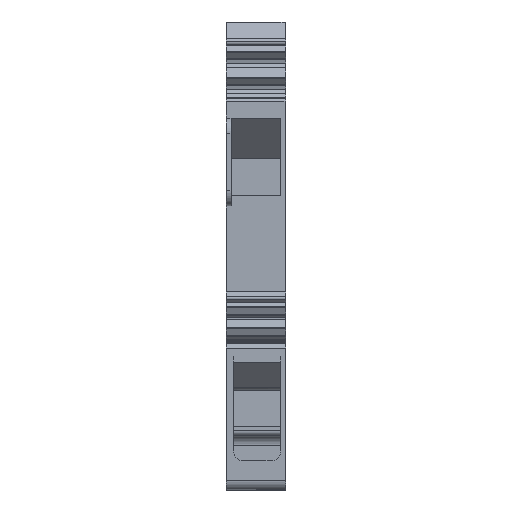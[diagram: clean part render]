
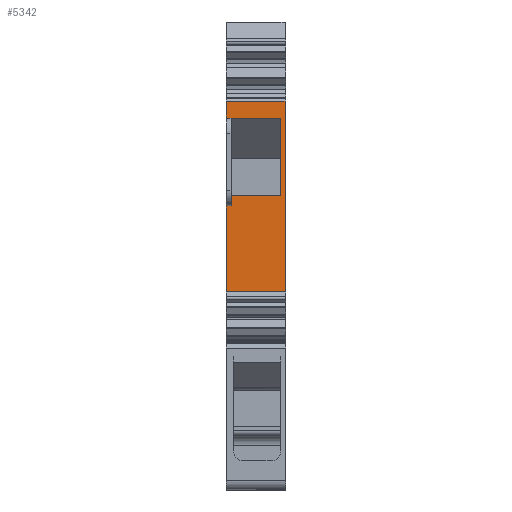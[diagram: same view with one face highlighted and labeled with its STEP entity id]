
A CAD part, front view. The second image highlights one B-rep face of the part: STEP entity #5342.
In plain terms, the highlighted planar face has unit normal (0, -1, 0).
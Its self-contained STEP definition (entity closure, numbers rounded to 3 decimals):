
#5249=AXIS2_PLACEMENT_3D('Plane Axis2P3D',#5246,#5247,#5248) ;
#5172=CARTESIAN_POINT('Line Origine',(1.9,11.55,20.3)) ;
#5176=CARTESIAN_POINT('Vertex',(3.8,11.55,20.3)) ;
#5178=CARTESIAN_POINT('Vertex',(0.,11.55,20.3)) ;
#5190=CARTESIAN_POINT('Vertex',(6.1,11.55,20.3)) ;
#5193=CARTESIAN_POINT('Line Origine',(6.,11.55,20.3)) ;
#5197=CARTESIAN_POINT('Vertex',(5.9,11.55,20.3)) ;
#5200=CARTESIAN_POINT('Line Origine',(4.85,11.55,20.3)) ;
#5246=CARTESIAN_POINT('Axis2P3D Location',(0.,11.55,20.3)) ;
#5251=CARTESIAN_POINT('Line Origine',(5.6,11.55,34.15)) ;
#5255=CARTESIAN_POINT('Vertex',(5.6,11.55,30.2)) ;
#5257=CARTESIAN_POINT('Vertex',(5.6,11.55,38.1)) ;
#5260=CARTESIAN_POINT('Line Origine',(3.05,11.55,30.2)) ;
#5264=CARTESIAN_POINT('Vertex',(0.5,11.55,30.2)) ;
#5267=CARTESIAN_POINT('Line Origine',(0.5,11.55,29.65)) ;
#5271=CARTESIAN_POINT('Vertex',(0.5,11.55,29.1)) ;
#5274=CARTESIAN_POINT('Line Origine',(0.25,11.55,29.1)) ;
#5278=CARTESIAN_POINT('Vertex',(0.,11.55,29.1)) ;
#5281=CARTESIAN_POINT('Line Origine',(0.,11.55,24.7)) ;
#5286=CARTESIAN_POINT('Line Origine',(6.1,11.55,30.064)) ;
#5290=CARTESIAN_POINT('Vertex',(6.1,11.55,39.828)) ;
#5293=CARTESIAN_POINT('Line Origine',(6.,11.55,39.828)) ;
#5297=CARTESIAN_POINT('Vertex',(5.9,11.55,39.828)) ;
#5300=CARTESIAN_POINT('Line Origine',(2.95,11.55,39.828)) ;
#5304=CARTESIAN_POINT('Vertex',(0.,11.55,39.828)) ;
#5307=CARTESIAN_POINT('Line Origine',(0.,11.55,38.964)) ;
#5311=CARTESIAN_POINT('Vertex',(0.,11.55,38.1)) ;
#5314=CARTESIAN_POINT('Line Origine',(0.25,11.55,38.1)) ;
#5318=CARTESIAN_POINT('Vertex',(0.5,11.55,38.1)) ;
#5321=CARTESIAN_POINT('Line Origine',(3.05,11.55,38.1)) ;
#5173=DIRECTION('Vector Direction',(-1.,0.,0.)) ;
#5194=DIRECTION('Vector Direction',(-1.,0.,0.)) ;
#5201=DIRECTION('Vector Direction',(-1.,0.,0.)) ;
#5247=DIRECTION('Axis2P3D Direction',(0.,-1.,0.)) ;
#5248=DIRECTION('Axis2P3D XDirection',(0.,0.,1.)) ;
#5252=DIRECTION('Vector Direction',(0.,0.,-1.)) ;
#5261=DIRECTION('Vector Direction',(-1.,0.,0.)) ;
#5268=DIRECTION('Vector Direction',(0.,0.,1.)) ;
#5275=DIRECTION('Vector Direction',(-1.,0.,0.)) ;
#5282=DIRECTION('Vector Direction',(0.,0.,1.)) ;
#5287=DIRECTION('Vector Direction',(0.,0.,-1.)) ;
#5294=DIRECTION('Vector Direction',(-1.,0.,0.)) ;
#5301=DIRECTION('Vector Direction',(-1.,0.,0.)) ;
#5308=DIRECTION('Vector Direction',(0.,0.,1.)) ;
#5315=DIRECTION('Vector Direction',(-1.,0.,0.)) ;
#5322=DIRECTION('Vector Direction',(-1.,0.,0.)) ;
#5174=VECTOR('Line Direction',#5173,1.) ;
#5195=VECTOR('Line Direction',#5194,1.) ;
#5202=VECTOR('Line Direction',#5201,1.) ;
#5253=VECTOR('Line Direction',#5252,1.) ;
#5262=VECTOR('Line Direction',#5261,1.) ;
#5269=VECTOR('Line Direction',#5268,1.) ;
#5276=VECTOR('Line Direction',#5275,1.) ;
#5283=VECTOR('Line Direction',#5282,1.) ;
#5288=VECTOR('Line Direction',#5287,1.) ;
#5295=VECTOR('Line Direction',#5294,1.) ;
#5302=VECTOR('Line Direction',#5301,1.) ;
#5309=VECTOR('Line Direction',#5308,1.) ;
#5316=VECTOR('Line Direction',#5315,1.) ;
#5323=VECTOR('Line Direction',#5322,1.) ;
#5327=ORIENTED_EDGE('',*,*,#5259,.F.) ;
#5328=ORIENTED_EDGE('',*,*,#5266,.T.) ;
#5329=ORIENTED_EDGE('',*,*,#5273,.T.) ;
#5330=ORIENTED_EDGE('',*,*,#5280,.T.) ;
#5331=ORIENTED_EDGE('',*,*,#5285,.F.) ;
#5332=ORIENTED_EDGE('',*,*,#5180,.F.) ;
#5333=ORIENTED_EDGE('',*,*,#5204,.F.) ;
#5334=ORIENTED_EDGE('',*,*,#5199,.F.) ;
#5335=ORIENTED_EDGE('',*,*,#5292,.F.) ;
#5336=ORIENTED_EDGE('',*,*,#5299,.T.) ;
#5337=ORIENTED_EDGE('',*,*,#5306,.T.) ;
#5338=ORIENTED_EDGE('',*,*,#5313,.F.) ;
#5339=ORIENTED_EDGE('',*,*,#5320,.F.) ;
#5340=ORIENTED_EDGE('',*,*,#5325,.F.) ;
#5342=ADVANCED_FACE('KLTR',(#5341),#5250,.T.) ;
#5180=EDGE_CURVE('',#5177,#5179,#5175,.T.) ;
#5199=EDGE_CURVE('',#5191,#5198,#5196,.T.) ;
#5204=EDGE_CURVE('',#5198,#5177,#5203,.T.) ;
#5259=EDGE_CURVE('',#5256,#5258,#5254,.F.) ;
#5266=EDGE_CURVE('',#5256,#5265,#5263,.T.) ;
#5273=EDGE_CURVE('',#5265,#5272,#5270,.F.) ;
#5280=EDGE_CURVE('',#5272,#5279,#5277,.T.) ;
#5285=EDGE_CURVE('',#5179,#5279,#5284,.T.) ;
#5292=EDGE_CURVE('',#5291,#5191,#5289,.T.) ;
#5299=EDGE_CURVE('',#5291,#5298,#5296,.T.) ;
#5306=EDGE_CURVE('',#5298,#5305,#5303,.T.) ;
#5313=EDGE_CURVE('',#5312,#5305,#5310,.T.) ;
#5320=EDGE_CURVE('',#5319,#5312,#5317,.T.) ;
#5325=EDGE_CURVE('',#5258,#5319,#5324,.T.) ;
#5326=EDGE_LOOP('',(#5327,#5328,#5329,#5330,#5331,#5332,#5333,#5334,#5335,#5336,#5337,#5338,#5339,#5340)) ;
#5341=FACE_OUTER_BOUND('',#5326,.T.) ;
#5175=LINE('Line',#5172,#5174) ;
#5196=LINE('Line',#5193,#5195) ;
#5203=LINE('Line',#5200,#5202) ;
#5254=LINE('Line',#5251,#5253) ;
#5263=LINE('Line',#5260,#5262) ;
#5270=LINE('Line',#5267,#5269) ;
#5277=LINE('Line',#5274,#5276) ;
#5284=LINE('Line',#5281,#5283) ;
#5289=LINE('Line',#5286,#5288) ;
#5296=LINE('Line',#5293,#5295) ;
#5303=LINE('Line',#5300,#5302) ;
#5310=LINE('Line',#5307,#5309) ;
#5317=LINE('Line',#5314,#5316) ;
#5324=LINE('Line',#5321,#5323) ;
#5250=PLANE('',#5249) ;
#5177=VERTEX_POINT('',#5176) ;
#5179=VERTEX_POINT('',#5178) ;
#5191=VERTEX_POINT('',#5190) ;
#5198=VERTEX_POINT('',#5197) ;
#5256=VERTEX_POINT('',#5255) ;
#5258=VERTEX_POINT('',#5257) ;
#5265=VERTEX_POINT('',#5264) ;
#5272=VERTEX_POINT('',#5271) ;
#5279=VERTEX_POINT('',#5278) ;
#5291=VERTEX_POINT('',#5290) ;
#5298=VERTEX_POINT('',#5297) ;
#5305=VERTEX_POINT('',#5304) ;
#5312=VERTEX_POINT('',#5311) ;
#5319=VERTEX_POINT('',#5318) ;
